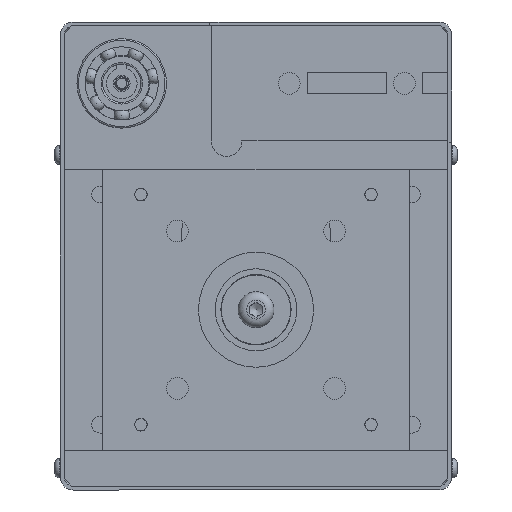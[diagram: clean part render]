
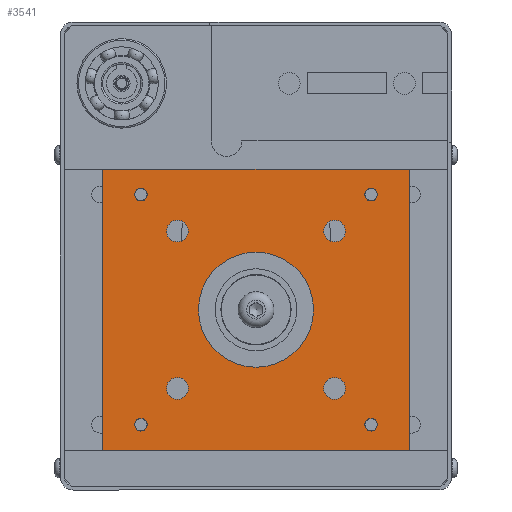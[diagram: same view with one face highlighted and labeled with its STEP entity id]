
A CAD part, front view. The second image highlights one B-rep face of the part: STEP entity #3541.
In plain terms, the highlighted face is planar.
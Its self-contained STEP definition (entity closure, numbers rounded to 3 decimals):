
#2720=CARTESIAN_POINT('',(-47.459,-45.0,0.0));
#2721=VERTEX_POINT('',#2720);
#2722=CARTESIAN_POINT('',(-45.0,-45.0,0.0));
#2723=DIRECTION('',(0.0,0.0,1.0));
#2724=DIRECTION('',(1.0,0.0,0.0));
#2725=AXIS2_PLACEMENT_3D('',#2722,#2723,#2724);
#2726=CIRCLE('',#2725,2.459);
#2727=EDGE_CURVE('',#2721,#2721,#2726,.T.);
#2769=CARTESIAN_POINT('',(42.541,-45.,0.0));
#2770=VERTEX_POINT('',#2769);
#2771=CARTESIAN_POINT('',(45.0,-45.,0.0));
#2772=DIRECTION('',(0.0,0.0,1.0));
#2773=DIRECTION('',(1.0,0.0,0.0));
#2774=AXIS2_PLACEMENT_3D('',#2771,#2772,#2773);
#2775=CIRCLE('',#2774,2.459);
#2776=EDGE_CURVE('',#2770,#2770,#2775,.T.);
#2818=CARTESIAN_POINT('',(-47.459,45.0,0.0));
#2819=VERTEX_POINT('',#2818);
#2820=CARTESIAN_POINT('',(-45.,45.0,0.0));
#2821=DIRECTION('',(0.0,0.0,1.0));
#2822=DIRECTION('',(1.0,0.0,0.0));
#2823=AXIS2_PLACEMENT_3D('',#2820,#2821,#2822);
#2824=CIRCLE('',#2823,2.459);
#2825=EDGE_CURVE('',#2819,#2819,#2824,.T.);
#2867=CARTESIAN_POINT('',(42.541,45.,0.0));
#2868=VERTEX_POINT('',#2867);
#2869=CARTESIAN_POINT('',(45.,45.,0.0));
#2870=DIRECTION('',(0.0,0.0,1.0));
#2871=DIRECTION('',(1.0,0.0,0.0));
#2872=AXIS2_PLACEMENT_3D('',#2869,#2870,#2871);
#2873=CIRCLE('',#2872,2.459);
#2874=EDGE_CURVE('',#2868,#2868,#2873,.T.);
#2985=CARTESIAN_POINT('',(30.76,-26.51,0.0));
#2986=VERTEX_POINT('',#2985);
#2987=CARTESIAN_POINT('',(30.76,-30.76,0.0));
#2988=DIRECTION('',(0.0,0.0,1.0));
#2989=DIRECTION('',(0.0,-1.0,0.0));
#2990=AXIS2_PLACEMENT_3D('',#2987,#2988,#2989);
#2991=CIRCLE('',#2990,4.25);
#2992=EDGE_CURVE('',#2986,#2986,#2991,.T.);
#3095=CARTESIAN_POINT('',(-26.51,-30.76,0.0));
#3096=VERTEX_POINT('',#3095);
#3097=CARTESIAN_POINT('',(-30.76,-30.76,0.0));
#3098=DIRECTION('',(0.0,0.0,1.0));
#3099=DIRECTION('',(-1.0,0.0,0.0));
#3100=AXIS2_PLACEMENT_3D('',#3097,#3098,#3099);
#3101=CIRCLE('',#3100,4.25);
#3102=EDGE_CURVE('',#3096,#3096,#3101,.T.);
#3205=CARTESIAN_POINT('',(-30.76,26.51,0.0));
#3206=VERTEX_POINT('',#3205);
#3207=CARTESIAN_POINT('',(-30.76,30.76,0.0));
#3208=DIRECTION('',(0.0,0.0,1.0));
#3209=DIRECTION('',(0.0,1.0,0.0));
#3210=AXIS2_PLACEMENT_3D('',#3207,#3208,#3209);
#3211=CIRCLE('',#3210,4.25);
#3212=EDGE_CURVE('',#3206,#3206,#3211,.T.);
#3315=CARTESIAN_POINT('',(26.51,30.76,0.0));
#3316=VERTEX_POINT('',#3315);
#3317=CARTESIAN_POINT('',(30.76,30.76,0.0));
#3318=DIRECTION('',(0.0,0.0,1.0));
#3319=DIRECTION('',(1.0,0.0,0.0));
#3320=AXIS2_PLACEMENT_3D('',#3317,#3318,#3319);
#3321=CIRCLE('',#3320,4.25);
#3322=EDGE_CURVE('',#3316,#3316,#3321,.T.);
#3356=CARTESIAN_POINT('',(-22.5,0.,0.0));
#3357=VERTEX_POINT('',#3356);
#3358=CARTESIAN_POINT('',(0.,0.,0.0));
#3359=DIRECTION('',(0.0,0.0,1.0));
#3360=DIRECTION('',(1.0,0.0,0.0));
#3361=AXIS2_PLACEMENT_3D('',#3358,#3359,#3360);
#3362=CIRCLE('',#3361,22.5);
#3363=EDGE_CURVE('',#3357,#3357,#3362,.T.);
#3394=CARTESIAN_POINT('',(-60.,55.0,0.0));
#3395=VERTEX_POINT('',#3394);
#3402=CARTESIAN_POINT('',(-60.0,-55.0,0.0));
#3403=VERTEX_POINT('',#3402);
#3404=CARTESIAN_POINT('',(-60.,55.0,0.0));
#3405=DIRECTION('',(0.0,-1.0,0.0));
#3406=VECTOR('',#3405,110.0);
#3407=LINE('',#3404,#3406);
#3408=EDGE_CURVE('',#3395,#3403,#3407,.T.);
#3432=CARTESIAN_POINT('',(60.,55.,0.0));
#3433=VERTEX_POINT('',#3432);
#3440=CARTESIAN_POINT('',(60.,55.,0.0));
#3441=DIRECTION('',(-1.0,0.0,0.0));
#3442=VECTOR('',#3441,120.0);
#3443=LINE('',#3440,#3442);
#3444=EDGE_CURVE('',#3433,#3395,#3443,.T.);
#3463=CARTESIAN_POINT('',(60.0,-55.0,0.0));
#3464=VERTEX_POINT('',#3463);
#3471=CARTESIAN_POINT('',(60.0,-55.0,0.0));
#3472=DIRECTION('',(0.0,1.0,0.0));
#3473=VECTOR('',#3472,110.);
#3474=LINE('',#3471,#3473);
#3475=EDGE_CURVE('',#3464,#3433,#3474,.T.);
#3493=CARTESIAN_POINT('',(-60.0,-55.0,0.0));
#3494=DIRECTION('',(1.0,0.0,0.0));
#3495=VECTOR('',#3494,120.0);
#3496=LINE('',#3493,#3495);
#3497=EDGE_CURVE('',#3403,#3464,#3496,.T.);
#3503=CARTESIAN_POINT('',(0.,0.,0.0));
#3504=DIRECTION('',(0.0,0.0,1.0));
#3505=DIRECTION('',(1.0,0.0,0.0));
#3506=AXIS2_PLACEMENT_3D('',#3503,#3504,#3505);
#3507=PLANE('',#3506);
#3508=ORIENTED_EDGE('',*,*,#3497,.F.);
#3509=ORIENTED_EDGE('',*,*,#3408,.F.);
#3510=ORIENTED_EDGE('',*,*,#3444,.F.);
#3511=ORIENTED_EDGE('',*,*,#3475,.F.);
#3512=EDGE_LOOP('',(#3508,#3509,#3510,#3511));
#3513=FACE_OUTER_BOUND('',#3512,.T.);
#3514=ORIENTED_EDGE('',*,*,#2727,.T.);
#3515=EDGE_LOOP('',(#3514));
#3516=FACE_BOUND('',#3515,.T.);
#3517=ORIENTED_EDGE('',*,*,#2776,.T.);
#3518=EDGE_LOOP('',(#3517));
#3519=FACE_BOUND('',#3518,.T.);
#3520=ORIENTED_EDGE('',*,*,#2825,.T.);
#3521=EDGE_LOOP('',(#3520));
#3522=FACE_BOUND('',#3521,.T.);
#3523=ORIENTED_EDGE('',*,*,#2874,.T.);
#3524=EDGE_LOOP('',(#3523));
#3525=FACE_BOUND('',#3524,.T.);
#3526=ORIENTED_EDGE('',*,*,#2992,.T.);
#3527=EDGE_LOOP('',(#3526));
#3528=FACE_BOUND('',#3527,.T.);
#3529=ORIENTED_EDGE('',*,*,#3102,.T.);
#3530=EDGE_LOOP('',(#3529));
#3531=FACE_BOUND('',#3530,.T.);
#3532=ORIENTED_EDGE('',*,*,#3212,.T.);
#3533=EDGE_LOOP('',(#3532));
#3534=FACE_BOUND('',#3533,.T.);
#3535=ORIENTED_EDGE('',*,*,#3322,.T.);
#3536=EDGE_LOOP('',(#3535));
#3537=FACE_BOUND('',#3536,.T.);
#3538=ORIENTED_EDGE('',*,*,#3363,.T.);
#3539=EDGE_LOOP('',(#3538));
#3540=FACE_BOUND('',#3539,.T.);
#3541=ADVANCED_FACE('',(#3513,#3516,#3519,#3522,#3525,#3528,#3531,#3534,#3537,#3540),#3507,.F.);
